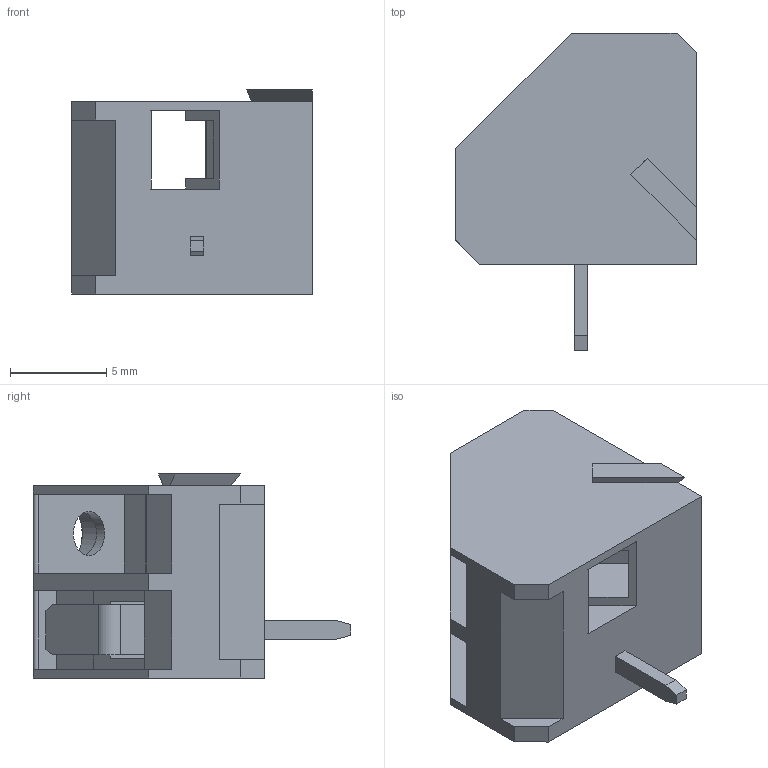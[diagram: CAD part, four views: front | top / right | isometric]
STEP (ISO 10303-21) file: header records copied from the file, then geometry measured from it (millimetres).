
FILE_DESCRIPTION(/* description */ ('Unknown'),/* implementation_level */ '2;1');
FILE_NAME(/* name */ '691201820001',/* time_stamp */ '2017-07-17T09:16:04+02:00',/* author */ ('Unknown'),/* organization */ ('Unknown'),/* preprocessor_version */ 'ST-DEVELOPER v16.7',/* originating_system */ 'DEX',/* authorisation */ $);
FILE_SCHEMA (('AUTOMOTIVE_DESIGN {1 0 10303 214 3 1 1}'));
Length unit declared in the file: millimetre
Products named in the file (2): 6912018200xx; COB10_1A
Assembly tree (1 placements, depth 2):
  6912018200xx
    COB10_1A
Bounding box: 12.5 x 16.5 x 10.6 mm (x, y, z)
Volume: 801 mm3; surface area: 1143.9 mm2
Topology: 1 solids, 1 shells, 116 faces, 335 edges, 221 vertices
Faces by surface type: plane 109, cylinder 7
Full cylindrical faces by diameter (mm): 2.3 x1, 3.6 x2
Entity records: 4583 total; most frequent: CARTESIAN_POINT 667, ORIENTED_EDGE 660, DIRECTION 593, EDGE_CURVE 330, LINE 303, VECTOR 303, VERTEX_POINT 219, AXIS2_PLACEMENT_3D 145
